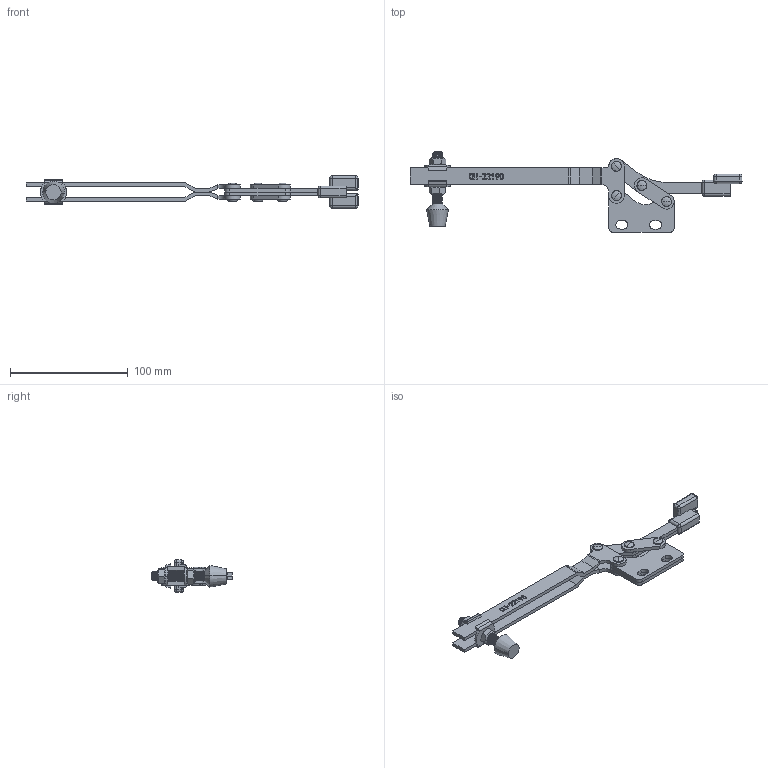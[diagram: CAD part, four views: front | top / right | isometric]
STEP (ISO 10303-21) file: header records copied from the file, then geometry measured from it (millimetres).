
FILE_DESCRIPTION (( 'STEP AP203' ), '1' );
FILE_NAME ('CH-22190.STEP', '2017-11-18T07:51:07', ( 'Windows' ), ( 'Microsoft' ), 'SwSTEP 2.0', 'SolidWorks 2015', '' );
FILE_SCHEMA (( 'CONFIG_CONTROL_DESIGN' ));
Length unit declared in the file: millimetre
Products named in the file (10): 22170-01; 22190揤參001; 22165-03; 22165-05; CH-22190; FW516; 22165-04; FC-56212-01; 22165-06; FC-56212
Assembly tree (16 placements, depth 2):
  CH-22190
    22165-04  x2
    22165-06  x4
    FW516  x2
    FC-56212-01  x2
    FC-56212
    22170-01  x2
    22190揤參001
    22165-03
    22165-05
Bounding box: 282.17 x 68.55 x 27.6 mm (x, y, z)
Volume: 51010.4 mm3; surface area: 44512.9 mm2
Topology: 17 solids, 17 shells, 751 faces, 1958 edges, 1254 vertices
Faces by surface type: plane 304, cylinder 266, bspline 94, cone 35, torus 32, sphere 20
Entity records: 28804 total; most frequent: CARTESIAN_POINT 13719, ORIENTED_EDGE 3134, DIRECTION 2508, EDGE_CURVE 1567, VERTEX_POINT 1020, VECTOR 910, LINE 910, AXIS2_PLACEMENT_3D 799
